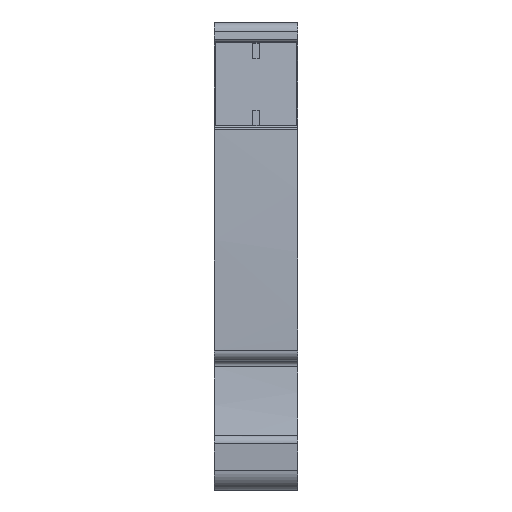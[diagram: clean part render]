
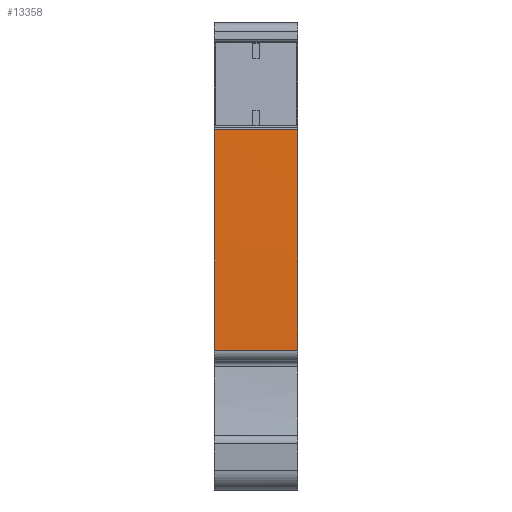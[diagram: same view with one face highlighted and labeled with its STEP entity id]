
A CAD part, front view. The second image highlights one B-rep face of the part: STEP entity #13358.
In plain terms, the highlighted cylindrical face has radius 250 mm (diameter 500 mm), a partial arc.
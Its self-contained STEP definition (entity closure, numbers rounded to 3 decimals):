
#12880=AXIS2_PLACEMENT_3D('Cylinder Axis2P3D',#12877,#12878,#12879) ;
#13334=AXIS2_PLACEMENT_3D('Circle Axis2P3D',#13332,#13333,$) ;
#13341=AXIS2_PLACEMENT_3D('Circle Axis2P3D',#13339,#13340,$) ;
#2436=CARTESIAN_POINT('Vertex',(0.05,2.138,34.861)) ;
#2476=CARTESIAN_POINT('Vertex',(0.05,1.529,13.45)) ;
#2480=CARTESIAN_POINT('Control Point',(0.05,2.138,34.861)) ;
#2481=CARTESIAN_POINT('Control Point',(0.05,1.833,30.587)) ;
#2482=CARTESIAN_POINT('Control Point',(0.05,1.619,26.306)) ;
#2483=CARTESIAN_POINT('Control Point',(0.05,1.497,22.021)) ;
#2484=CARTESIAN_POINT('Control Point',(0.05,1.467,17.735)) ;
#2485=CARTESIAN_POINT('Control Point',(0.05,1.529,13.45)) ;
#12877=CARTESIAN_POINT('Axis2P3D Location',(4.05,251.503,17.05)) ;
#13325=CARTESIAN_POINT('Line Origine',(4.05,1.529,13.45)) ;
#13329=CARTESIAN_POINT('Vertex',(8.1,1.529,13.45)) ;
#13332=CARTESIAN_POINT('Axis2P3D Location',(8.1,251.503,17.05)) ;
#13336=CARTESIAN_POINT('Vertex',(8.1,1.503,17.05)) ;
#13339=CARTESIAN_POINT('Axis2P3D Location',(8.1,251.503,17.05)) ;
#13343=CARTESIAN_POINT('Vertex',(8.1,2.138,34.861)) ;
#13346=CARTESIAN_POINT('Line Origine',(4.05,2.138,34.861)) ;
#12878=DIRECTION('Axis2P3D Direction',(1.,0.,0.)) ;
#12879=DIRECTION('Axis2P3D XDirection',(0.,-0.994,0.109)) ;
#13326=DIRECTION('Vector Direction',(1.,0.,0.)) ;
#13333=DIRECTION('Axis2P3D Direction',(1.,0.,0.)) ;
#13340=DIRECTION('Axis2P3D Direction',(1.,0.,0.)) ;
#13347=DIRECTION('Vector Direction',(1.,0.,0.)) ;
#13327=VECTOR('Line Direction',#13326,1.) ;
#13348=VECTOR('Line Direction',#13347,1.) ;
#13352=ORIENTED_EDGE('',*,*,#13331,.T.) ;
#13353=ORIENTED_EDGE('',*,*,#13338,.F.) ;
#13354=ORIENTED_EDGE('',*,*,#13345,.F.) ;
#13355=ORIENTED_EDGE('',*,*,#13350,.F.) ;
#13356=ORIENTED_EDGE('',*,*,#2486,.F.) ;
#13358=ADVANCED_FACE('76471_MLD_A4C_6.1\\MLD A4C 6',(#13357),#12881,.T.) ;
#2479=B_SPLINE_CURVE_WITH_KNOTS('',5,(#2480,#2481,#2482,#2483,#2484,#2485),.UNSPECIFIED.,.F.,.U.,(6,6),(13.005,34.432),.UNSPECIFIED.) ;
#13335=CIRCLE('generated circle',#13334,250.) ;
#13342=CIRCLE('generated circle',#13341,250.) ;
#12881=CYLINDRICAL_SURFACE('generated cylinder',#12880,250.) ;
#2486=EDGE_CURVE('',#2477,#2437,#2479,.F.) ;
#13331=EDGE_CURVE('',#2477,#13330,#13328,.T.) ;
#13338=EDGE_CURVE('',#13337,#13330,#13335,.T.) ;
#13345=EDGE_CURVE('',#13344,#13337,#13342,.T.) ;
#13350=EDGE_CURVE('',#2437,#13344,#13349,.T.) ;
#13351=EDGE_LOOP('',(#13352,#13353,#13354,#13355,#13356)) ;
#13357=FACE_OUTER_BOUND('',#13351,.T.) ;
#13328=LINE('Line',#13325,#13327) ;
#13349=LINE('Line',#13346,#13348) ;
#2437=VERTEX_POINT('',#2436) ;
#2477=VERTEX_POINT('',#2476) ;
#13330=VERTEX_POINT('',#13329) ;
#13337=VERTEX_POINT('',#13336) ;
#13344=VERTEX_POINT('',#13343) ;
